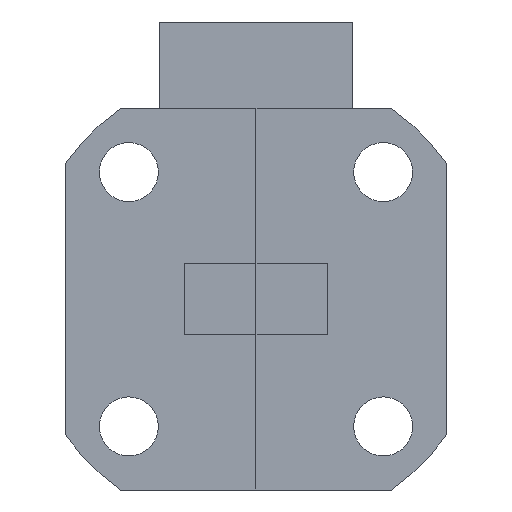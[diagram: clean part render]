
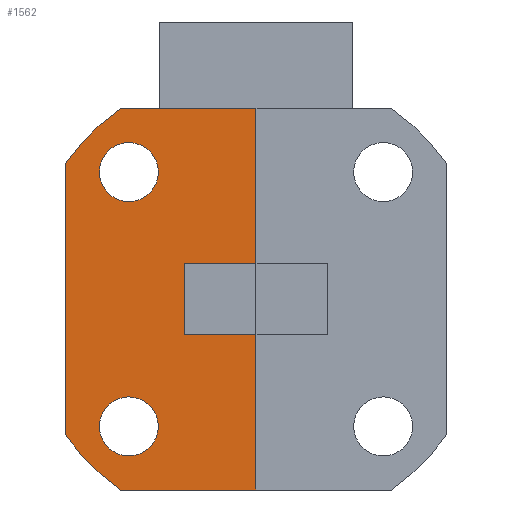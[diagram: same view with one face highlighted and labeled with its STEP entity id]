
A CAD part, left-side view. The second image highlights one B-rep face of the part: STEP entity #1562.
In plain terms, the highlighted planar face has unit normal (-1, 0, 0).
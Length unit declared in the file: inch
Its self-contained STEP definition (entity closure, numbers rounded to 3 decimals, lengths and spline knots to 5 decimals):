
#71 = VERTEX_POINT ( 'NONE', #1599 ) ;
#144 = CARTESIAN_POINT ( 'NONE',  ( 2.70921, 0.375, -3.56514 ) ) ;
#188 = CARTESIAN_POINT ( 'NONE',  ( 2.70921, 0.26641, -4.20655 ) ) ;
#199 = VERTEX_POINT ( 'NONE', #144 ) ;
#219 = DIRECTION ( 'NONE',  ( 1., 0., 0. ) ) ;
#253 = VERTEX_POINT ( 'NONE', #320 ) ;
#259 = CARTESIAN_POINT ( 'NONE',  ( 2.70921, 0.375, 0. ) ) ;
#320 = CARTESIAN_POINT ( 'NONE',  ( 2.70921, 0.14, -3.90155 ) ) ;
#425 = EDGE_CURVE ( 'NONE', #199, #2769, #3119, .T. ) ;
#836 = CARTESIAN_POINT ( 'NONE',  ( 2.70921, 0., 0. ) ) ;
#853 = CIRCLE ( 'NONE', #7013, 0.058 ) ;
#916 = CARTESIAN_POINT ( 'NONE',  ( 2.70921, 0.375, 0. ) ) ;
#955 = VERTEX_POINT ( 'NONE', #6472 ) ;
#1003 = LINE ( 'NONE', #7010, #1799 ) ;
#1016 = LINE ( 'NONE', #5366, #5709 ) ;
#1058 = DIRECTION ( 'NONE',  ( 0., 0., -1. ) ) ;
#1096 = ORIENTED_EDGE ( 'NONE', *, *, #4762, .T. ) ;
#1130 = DIRECTION ( 'NONE',  ( 1., 0., 0. ) ) ;
#1275 = DIRECTION ( 'NONE',  ( 0., -1., 0. ) ) ;
#1296 = EDGE_CURVE ( 'NONE', #2663, #3211, #3856, .T. ) ;
#1349 = FACE_BOUND ( 'NONE', #4416, .T. ) ;
#1474 = VECTOR ( 'NONE', #4246, 39.37008 ) ;
#1562 = ADVANCED_FACE ( 'NONE', ( #5302, #1349, #4705 ), #3536, .T. ) ;
#1599 = CARTESIAN_POINT ( 'NONE',  ( 2.70921, 0., -3.90155 ) ) ;
#1629 = EDGE_CURVE ( 'NONE', #2768, #253, #6780, .T. ) ;
#1682 = CARTESIAN_POINT ( 'NONE',  ( 2.70921, 0.25, -3.63955 ) ) ;
#1696 = ORIENTED_EDGE ( 'NONE', *, *, #1296, .F. ) ;
#1799 = VECTOR ( 'NONE', #2096, 39.37008 ) ;
#1834 = CARTESIAN_POINT ( 'NONE',  ( 2.70921, 0.375, -4.20655 ) ) ;
#1855 = VERTEX_POINT ( 'NONE', #2287 ) ;
#1912 = VECTOR ( 'NONE', #1275, 39.37008 ) ;
#2021 = CARTESIAN_POINT ( 'NONE',  ( 2.70921, 0.25, -3.52355 ) ) ;
#2026 = EDGE_CURVE ( 'NONE', #3864, #3257, #3535, .T. ) ;
#2055 = AXIS2_PLACEMENT_3D ( 'NONE', #2159, #1130, #1058 ) ;
#2094 = CARTESIAN_POINT ( 'NONE',  ( 2.70921, 0.25, -3.58155 ) ) ;
#2096 = DIRECTION ( 'NONE',  ( 0., 1., 0. ) ) ;
#2148 = EDGE_CURVE ( 'NONE', #3257, #3864, #6601, .T. ) ;
#2159 = CARTESIAN_POINT ( 'NONE',  ( 2.70921, 0.25, -4.08155 ) ) ;
#2184 = EDGE_CURVE ( 'NONE', #253, #71, #2344, .T. ) ;
#2198 = CARTESIAN_POINT ( 'NONE',  ( 2.70921, 0.25, -3.58155 ) ) ;
#2287 = CARTESIAN_POINT ( 'NONE',  ( 2.70921, 0.375, -4.09796 ) ) ;
#2344 = LINE ( 'NONE', #6128, #4332 ) ;
#2399 = DIRECTION ( 'NONE',  ( 0., 0., -1. ) ) ;
#2604 = EDGE_LOOP ( 'NONE', ( #6383, #3463 ) ) ;
#2663 = VERTEX_POINT ( 'NONE', #2818 ) ;
#2706 = EDGE_CURVE ( 'NONE', #71, #4612, #5111, .T. ) ;
#2711 = VECTOR ( 'NONE', #7027, 39.37008 ) ;
#2739 = DIRECTION ( 'NONE',  ( 0., 0., -1. ) ) ;
#2768 = VERTEX_POINT ( 'NONE', #6693 ) ;
#2769 = VERTEX_POINT ( 'NONE', #6242 ) ;
#2818 = CARTESIAN_POINT ( 'NONE',  ( 2.70921, 0., -3.45655 ) ) ;
#3092 = DIRECTION ( 'NONE',  ( 0., 0., -1. ) ) ;
#3119 = CIRCLE ( 'NONE', #3342, 0.46 ) ;
#3154 = CIRCLE ( 'NONE', #6256, 0.46 ) ;
#3211 = VERTEX_POINT ( 'NONE', #4600 ) ;
#3257 = VERTEX_POINT ( 'NONE', #2021 ) ;
#3261 = DIRECTION ( 'NONE',  ( 0., -1., 0. ) ) ;
#3321 = DIRECTION ( 'NONE',  ( 0., 0., -1. ) ) ;
#3342 = AXIS2_PLACEMENT_3D ( 'NONE', #3918, #4379, #4928 ) ;
#3380 = VECTOR ( 'NONE', #3092, 39.37008 ) ;
#3410 = ORIENTED_EDGE ( 'NONE', *, *, #4214, .F. ) ;
#3463 = ORIENTED_EDGE ( 'NONE', *, *, #2148, .T. ) ;
#3535 = CIRCLE ( 'NONE', #5825, 0.058 ) ;
#3536 = PLANE ( 'NONE',  #6832 ) ;
#3641 = DIRECTION ( 'NONE',  ( 0., 0., -1. ) ) ;
#3791 = EDGE_CURVE ( 'NONE', #199, #1855, #4174, .T. ) ;
#3833 = CARTESIAN_POINT ( 'NONE',  ( 2.70921, 0., -3.83155 ) ) ;
#3856 = LINE ( 'NONE', #4360, #2711 ) ;
#3864 = VERTEX_POINT ( 'NONE', #1682 ) ;
#3918 = CARTESIAN_POINT ( 'NONE',  ( 2.70921, 0., -3.83155 ) ) ;
#3978 = ORIENTED_EDGE ( 'NONE', *, *, #5030, .T. ) ;
#4072 = CARTESIAN_POINT ( 'NONE',  ( 2.70921, 0.14, -3.76155 ) ) ;
#4105 = DIRECTION ( 'NONE',  ( 0., 0., 1. ) ) ;
#4174 = LINE ( 'NONE', #916, #3380 ) ;
#4214 = EDGE_CURVE ( 'NONE', #3211, #2768, #1003, .T. ) ;
#4246 = DIRECTION ( 'NONE',  ( 0., 0., -1. ) ) ;
#4298 = EDGE_CURVE ( 'NONE', #6814, #1855, #3154, .T. ) ;
#4332 = VECTOR ( 'NONE', #6760, 39.37008 ) ;
#4360 = CARTESIAN_POINT ( 'NONE',  ( 2.70921, 0., 0. ) ) ;
#4379 = DIRECTION ( 'NONE',  ( 1., 0., 0. ) ) ;
#4406 = DIRECTION ( 'NONE',  ( 1., 0., 0. ) ) ;
#4416 = EDGE_LOOP ( 'NONE', ( #1096, #3978 ) ) ;
#4478 = ORIENTED_EDGE ( 'NONE', *, *, #2184, .F. ) ;
#4600 = CARTESIAN_POINT ( 'NONE',  ( 2.70921, 0., -3.76155 ) ) ;
#4612 = VERTEX_POINT ( 'NONE', #4750 ) ;
#4656 = ORIENTED_EDGE ( 'NONE', *, *, #4298, .F. ) ;
#4705 = FACE_OUTER_BOUND ( 'NONE', #6877, .T. ) ;
#4730 = VECTOR ( 'NONE', #5685, 39.37008 ) ;
#4750 = CARTESIAN_POINT ( 'NONE',  ( 2.70921, 0., -4.20655 ) ) ;
#4762 = EDGE_CURVE ( 'NONE', #955, #5403, #5067, .T. ) ;
#4928 = DIRECTION ( 'NONE',  ( 0., 0., -1. ) ) ;
#4963 = DIRECTION ( 'NONE',  ( 1., 0., 0. ) ) ;
#5030 = EDGE_CURVE ( 'NONE', #5403, #955, #853, .T. ) ;
#5067 = CIRCLE ( 'NONE', #2055, 0.058 ) ;
#5111 = LINE ( 'NONE', #836, #4730 ) ;
#5263 = EDGE_CURVE ( 'NONE', #6814, #4612, #6739, .T. ) ;
#5302 = FACE_BOUND ( 'NONE', #2604, .T. ) ;
#5323 = ORIENTED_EDGE ( 'NONE', *, *, #5263, .T. ) ;
#5366 = CARTESIAN_POINT ( 'NONE',  ( 2.70921, 0.375, -3.45655 ) ) ;
#5403 = VERTEX_POINT ( 'NONE', #6947 ) ;
#5685 = DIRECTION ( 'NONE',  ( 0., 0., -1. ) ) ;
#5709 = VECTOR ( 'NONE', #3261, 39.37008 ) ;
#5723 = AXIS2_PLACEMENT_3D ( 'NONE', #2198, #4406, #3321 ) ;
#5770 = DIRECTION ( 'NONE',  ( 1., 0., 0. ) ) ;
#5825 = AXIS2_PLACEMENT_3D ( 'NONE', #2094, #219, #2399 ) ;
#5868 = ORIENTED_EDGE ( 'NONE', *, *, #425, .F. ) ;
#6128 = CARTESIAN_POINT ( 'NONE',  ( 2.70921, 0., -3.90155 ) ) ;
#6242 = CARTESIAN_POINT ( 'NONE',  ( 2.70921, 0.26641, -3.45655 ) ) ;
#6256 = AXIS2_PLACEMENT_3D ( 'NONE', #3833, #4963, #2739 ) ;
#6354 = CARTESIAN_POINT ( 'NONE',  ( 2.70921, 0.25, -4.08155 ) ) ;
#6383 = ORIENTED_EDGE ( 'NONE', *, *, #2026, .T. ) ;
#6472 = CARTESIAN_POINT ( 'NONE',  ( 2.70921, 0.25, -4.13955 ) ) ;
#6601 = CIRCLE ( 'NONE', #5723, 0.058 ) ;
#6642 = ORIENTED_EDGE ( 'NONE', *, *, #1629, .F. ) ;
#6683 = ORIENTED_EDGE ( 'NONE', *, *, #2706, .F. ) ;
#6693 = CARTESIAN_POINT ( 'NONE',  ( 2.70921, 0.14, -3.76155 ) ) ;
#6739 = LINE ( 'NONE', #1834, #1912 ) ;
#6743 = EDGE_CURVE ( 'NONE', #2769, #2663, #1016, .T. ) ;
#6760 = DIRECTION ( 'NONE',  ( 0., -1., 0. ) ) ;
#6780 = LINE ( 'NONE', #4072, #1474 ) ;
#6814 = VERTEX_POINT ( 'NONE', #188 ) ;
#6832 = AXIS2_PLACEMENT_3D ( 'NONE', #259, #6852, #4105 ) ;
#6852 = DIRECTION ( 'NONE',  ( -1., 0., 0. ) ) ;
#6877 = EDGE_LOOP ( 'NONE', ( #4656, #5323, #6683, #4478, #6642, #3410, #1696, #6942, #5868, #6950 ) ) ;
#6942 = ORIENTED_EDGE ( 'NONE', *, *, #6743, .F. ) ;
#6947 = CARTESIAN_POINT ( 'NONE',  ( 2.70921, 0.25, -4.02355 ) ) ;
#6950 = ORIENTED_EDGE ( 'NONE', *, *, #3791, .T. ) ;
#7010 = CARTESIAN_POINT ( 'NONE',  ( 2.70921, 0., -3.76155 ) ) ;
#7013 = AXIS2_PLACEMENT_3D ( 'NONE', #6354, #5770, #3641 ) ;
#7027 = DIRECTION ( 'NONE',  ( 0., 0., -1. ) ) ;
